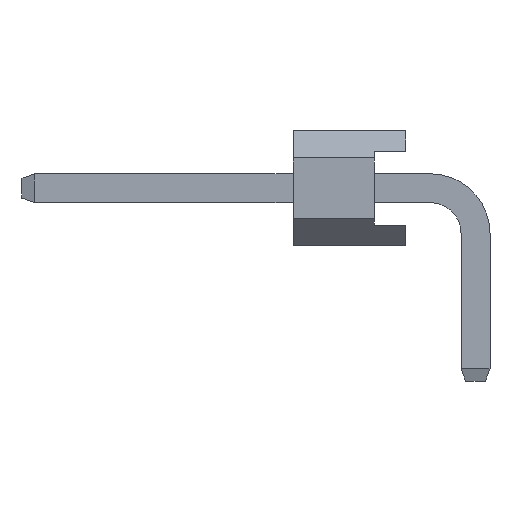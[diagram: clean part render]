
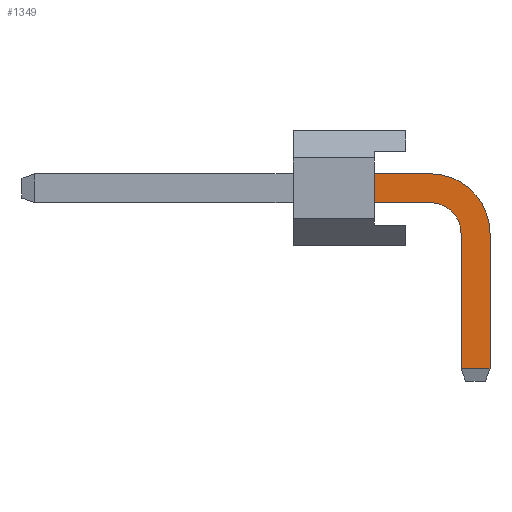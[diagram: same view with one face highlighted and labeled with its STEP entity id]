
A CAD part, left-side view. The second image highlights one B-rep face of the part: STEP entity #1349.
In plain terms, the highlighted planar face has unit normal (-1, 0, 0).
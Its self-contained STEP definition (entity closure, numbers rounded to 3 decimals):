
#1349=ADVANCED_FACE('',(#3725),#3727,.T.);
#3725=FACE_BOUND('',#3726,.T.);
#3726=EDGE_LOOP('',(#5649,#5650,#5651,#5652,#5653,#5654,#5655,#5656));
#3727=PLANE('',#3728);
#3728=AXIS2_PLACEMENT_3D('',#3729,#3730,#3731);
#3729=CARTESIAN_POINT('',(-0.32,0.32,-3.));
#3730=DIRECTION('',(-1.,0.,0.));
#3731=DIRECTION('',(0.,-1.,0.));
#5649=ORIENTED_EDGE('',*,*,#6797,.T.);
#5650=ORIENTED_EDGE('',*,*,#6798,.T.);
#5651=ORIENTED_EDGE('',*,*,#6799,.T.);
#5652=ORIENTED_EDGE('',*,*,#6800,.T.);
#5653=ORIENTED_EDGE('',*,*,#6429,.T.);
#5654=ORIENTED_EDGE('',*,*,#6801,.F.);
#5655=ORIENTED_EDGE('',*,*,#6802,.F.);
#5656=ORIENTED_EDGE('',*,*,#6803,.F.);
#6429=EDGE_CURVE('',#7353,#7354,#7355,.T.);
#6797=EDGE_CURVE('',#7929,#7930,#7931,.T.);
#6798=EDGE_CURVE('',#7930,#7932,#7933,.T.);
#6799=EDGE_CURVE('',#7932,#7934,#7935,.T.);
#6800=EDGE_CURVE('',#7934,#7353,#7936,.T.);
#6801=EDGE_CURVE('',#7937,#7354,#7938,.T.);
#6802=EDGE_CURVE('',#7939,#7937,#7940,.T.);
#6803=EDGE_CURVE('',#7929,#7939,#7941,.T.);
#7353=VERTEX_POINT('',#8929);
#7354=VERTEX_POINT('',#8930);
#7355=LINE('',#8931,#8932);
#7929=VERTEX_POINT('',#10273);
#7930=VERTEX_POINT('',#10274);
#7931=LINE('',#10275,#10276);
#7932=VERTEX_POINT('',#10278);
#7933=LINE('',#10279,#10280);
#7934=VERTEX_POINT('',#10282);
#7935=CIRCLE('',#10283,1.32);
#7936=LINE('',#10287,#10288);
#7937=VERTEX_POINT('',#10290);
#7938=LINE('',#10291,#10292);
#7939=VERTEX_POINT('',#10294);
#7940=CIRCLE('',#10295,0.68);
#7941=LINE('',#10299,#10300);
#8929=CARTESIAN_POINT('',(-0.32,2.24,1.59));
#8930=CARTESIAN_POINT('',(-0.32,2.24,0.95));
#8931=CARTESIAN_POINT('',(-0.32,2.24,1.59));
#8932=VECTOR('',#8933,1.);
#8933=DIRECTION('',(0.,0.,-1.));
#10273=CARTESIAN_POINT('',(-0.32,0.32,-2.725));
#10274=CARTESIAN_POINT('',(-0.32,-0.32,-2.725));
#10275=CARTESIAN_POINT('',(-0.32,0.32,-2.725));
#10276=VECTOR('',#10277,1.);
#10277=DIRECTION('',(0.,-1.,0.));
#10278=CARTESIAN_POINT('',(-0.32,-0.32,0.27));
#10279=CARTESIAN_POINT('',(-0.32,-0.32,-2.725));
#10280=VECTOR('',#10281,1.);
#10281=DIRECTION('',(0.,0.,1.));
#10282=CARTESIAN_POINT('',(-0.32,1.,1.59));
#10283=AXIS2_PLACEMENT_3D('',#10284,#10285,#10286);
#10284=CARTESIAN_POINT('',(-0.32,1.,0.27));
#10285=DIRECTION('',(-1.,-0.,0.));
#10286=DIRECTION('',(0.,-1.,0.));
#10287=CARTESIAN_POINT('',(-0.32,1.,1.59));
#10288=VECTOR('',#10289,1.);
#10289=DIRECTION('',(0.,1.,0.));
#10290=CARTESIAN_POINT('',(-0.32,1.,0.95));
#10291=CARTESIAN_POINT('',(-0.32,1.,0.95));
#10292=VECTOR('',#10293,1.);
#10293=DIRECTION('',(0.,1.,0.));
#10294=CARTESIAN_POINT('',(-0.32,0.32,0.27));
#10295=AXIS2_PLACEMENT_3D('',#10296,#10297,#10298);
#10296=CARTESIAN_POINT('',(-0.32,1.,0.27));
#10297=DIRECTION('',(-1.,-0.,0.));
#10298=DIRECTION('',(0.,-1.,0.));
#10299=CARTESIAN_POINT('',(-0.32,0.32,-2.725));
#10300=VECTOR('',#10301,1.);
#10301=DIRECTION('',(0.,0.,1.));
